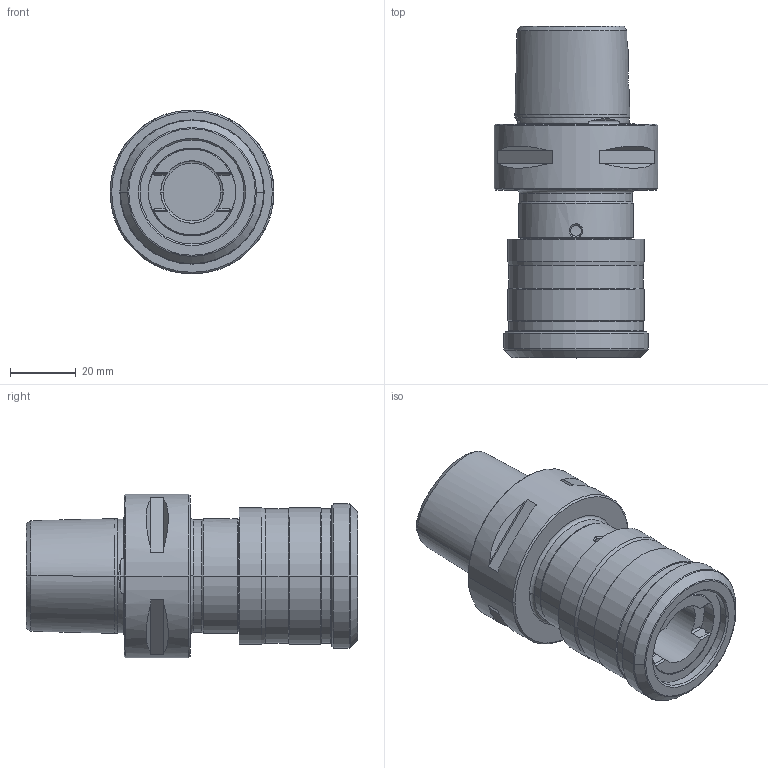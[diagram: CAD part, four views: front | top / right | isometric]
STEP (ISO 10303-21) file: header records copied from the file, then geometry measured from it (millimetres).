
FILE_DESCRIPTION((''),'2;1');
FILE_NAME('34400-C50','2020-08-25T14:30:26',('046'),(''),'CREO PARAMETRIC BY PTC INC, 2018500','CREO PARAMETRIC BY PTC INC, 2018500','');
FILE_SCHEMA(('CONFIG_CONTROL_DESIGN'));
Length unit declared in the file: millimetre
Products named in the file (1): 34400-C50
Bounding box: 50 x 101.2 x 50 mm (x, y, z)
Volume: 108883.6 mm3; surface area: 23240.7 mm2
Topology: 1 solids, 3 shells, 201 faces, 480 edges, 283 vertices
Faces by surface type: plane 57, cone 52, cylinder 50, torus 28, bspline 14
Entity records: 8839 total; most frequent: CARTESIAN_POINT 4266, DIRECTION 953, ORIENTED_EDGE 948, EDGE_CURVE 474, AXIS2_PLACEMENT_3D 388, VERTEX_POINT 283, EDGE_LOOP 215, FACE_OUTER_BOUND 201
